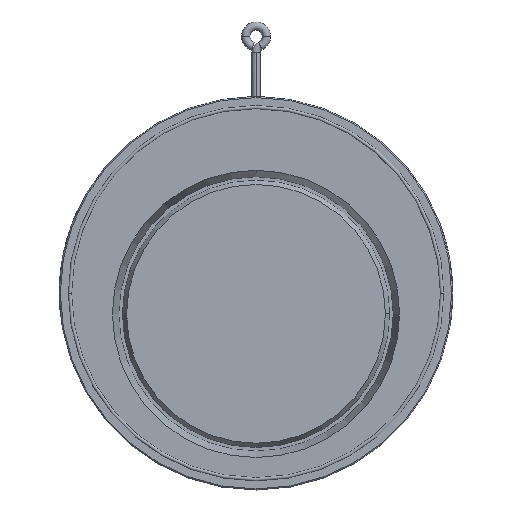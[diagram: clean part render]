
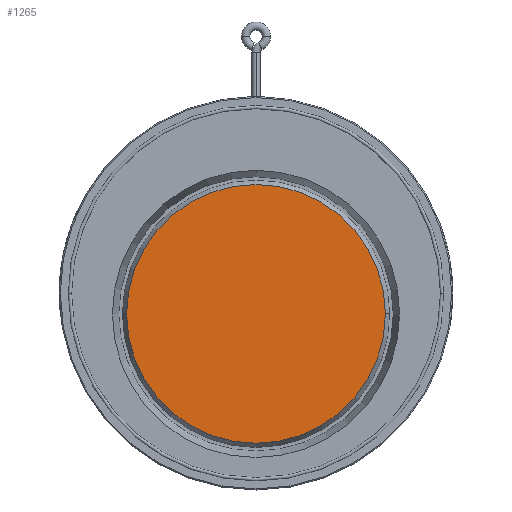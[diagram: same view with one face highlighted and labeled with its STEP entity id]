
A CAD part, top view. The second image highlights one B-rep face of the part: STEP entity #1265.
In plain terms, the highlighted planar face has unit normal (0, 0, 1).
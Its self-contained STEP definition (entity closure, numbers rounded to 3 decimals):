
#476 = VERTEX_POINT ( 'NONE', #9770 ) ;
#660 = CARTESIAN_POINT ( 'NONE',  ( -124.959, -19.95, -1.505 ) ) ;
#897 = ORIENTED_EDGE ( 'NONE', *, *, #8267, .F. ) ;
#1265 = ADVANCED_FACE ( 'NONE', ( #2961 ), #8348, .T. ) ;
#1354 = CARTESIAN_POINT ( 'NONE',  ( 0., -19.95, -1.505 ) ) ;
#1357 = DIRECTION ( 'NONE',  ( 1., 0., 0. ) ) ;
#1589 = DIRECTION ( 'NONE',  ( -1., 0., 0. ) ) ;
#1933 = EDGE_CURVE ( 'NONE', #7390, #476, #2606, .T. ) ;
#2066 = CARTESIAN_POINT ( 'NONE',  ( 0., 105.009, -1.505 ) ) ;
#2106 = DIRECTION ( 'NONE',  ( -1., 0., 0. ) ) ;
#2158 = DIRECTION ( 'NONE',  ( 0., 0., -1. ) ) ;
#2606 = CIRCLE ( 'NONE', #8230, 124.959 ) ;
#2816 = DIRECTION ( 'NONE',  ( 0., 0., 1. ) ) ;
#2961 = FACE_OUTER_BOUND ( 'NONE', #4831, .T. ) ;
#3714 = AXIS2_PLACEMENT_3D ( 'NONE', #2066, #2816, #1357 ) ;
#4035 = ORIENTED_EDGE ( 'NONE', *, *, #1933, .F. ) ;
#4831 = EDGE_LOOP ( 'NONE', ( #4035, #897 ) ) ;
#5447 = CARTESIAN_POINT ( 'NONE',  ( 0., -19.95, -1.505 ) ) ;
#7390 = VERTEX_POINT ( 'NONE', #660 ) ;
#8230 = AXIS2_PLACEMENT_3D ( 'NONE', #5447, #8382, #1589 ) ;
#8267 = EDGE_CURVE ( 'NONE', #476, #7390, #9261, .T. ) ;
#8348 = PLANE ( 'NONE',  #3714 ) ;
#8382 = DIRECTION ( 'NONE',  ( 0., 0., -1. ) ) ;
#9261 = CIRCLE ( 'NONE', #9742, 124.959 ) ;
#9742 = AXIS2_PLACEMENT_3D ( 'NONE', #1354, #2158, #2106 ) ;
#9770 = CARTESIAN_POINT ( 'NONE',  ( 124.959, -19.95, -1.505 ) ) ;
